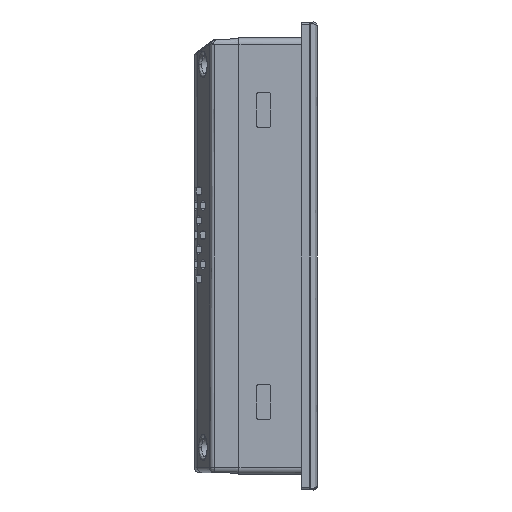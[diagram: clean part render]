
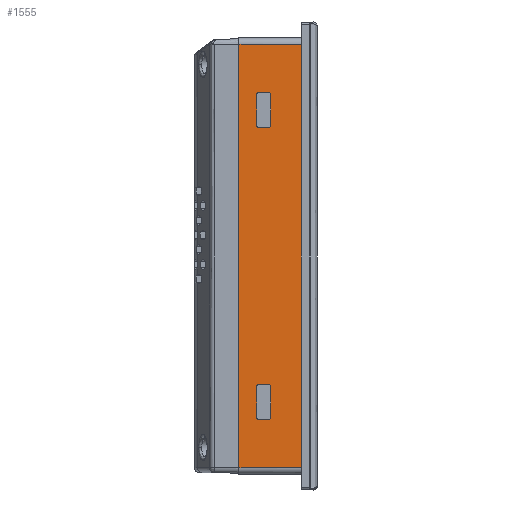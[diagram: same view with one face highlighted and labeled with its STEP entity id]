
A CAD part, left-side view. The second image highlights one B-rep face of the part: STEP entity #1555.
In plain terms, the highlighted planar face has unit normal (-1, 0, 0).
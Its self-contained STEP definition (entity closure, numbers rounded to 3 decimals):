
#1555=ADVANCED_FACE('',(#3885,#2353,#2354),#36100,.T.);
#2353=FACE_BOUND('',#6191,.T.);
#2354=FACE_BOUND('',#6192,.T.);
#3885=FACE_OUTER_BOUND('',#6190,.T.);
#6190=EDGE_LOOP('',(#15733,#15734,#15735,#15736));
#6191=EDGE_LOOP('',(#15737,#15738,#15739,#15740,#15741,#15742,#15743,#15744));
#6192=EDGE_LOOP('',(#15745,#15746,#15747,#15748,#15749,#15750,#15751,#15752));
#15733=ORIENTED_EDGE('',*,*,#23201,.F.);
#15734=ORIENTED_EDGE('',*,*,#23205,.T.);
#15735=ORIENTED_EDGE('',*,*,#23009,.F.);
#15736=ORIENTED_EDGE('',*,*,#23204,.T.);
#15737=ORIENTED_EDGE('',*,*,#23209,.T.);
#15738=ORIENTED_EDGE('',*,*,#23290,.T.);
#15739=ORIENTED_EDGE('',*,*,#23208,.T.);
#15740=ORIENTED_EDGE('',*,*,#23839,.T.);
#15741=ORIENTED_EDGE('',*,*,#23207,.T.);
#15742=ORIENTED_EDGE('',*,*,#23844,.T.);
#15743=ORIENTED_EDGE('',*,*,#23206,.T.);
#15744=ORIENTED_EDGE('',*,*,#23285,.T.);
#15745=ORIENTED_EDGE('',*,*,#23213,.T.);
#15746=ORIENTED_EDGE('',*,*,#23803,.T.);
#15747=ORIENTED_EDGE('',*,*,#23212,.T.);
#15748=ORIENTED_EDGE('',*,*,#23811,.T.);
#15749=ORIENTED_EDGE('',*,*,#23211,.T.);
#15750=ORIENTED_EDGE('',*,*,#23816,.T.);
#15751=ORIENTED_EDGE('',*,*,#23210,.T.);
#15752=ORIENTED_EDGE('',*,*,#23807,.T.);
#23009=EDGE_CURVE('',#33507,#33506,#29194,.T.);
#23201=EDGE_CURVE('',#33666,#33667,#29342,.T.);
#23204=EDGE_CURVE('',#33507,#33667,#29345,.T.);
#23205=EDGE_CURVE('',#33666,#33506,#29346,.T.);
#23206=EDGE_CURVE('',#33670,#33668,#29347,.T.);
#23207=EDGE_CURVE('',#33672,#33671,#29348,.T.);
#23208=EDGE_CURVE('',#33674,#33673,#29349,.T.);
#23209=EDGE_CURVE('',#33669,#33675,#29350,.T.);
#23210=EDGE_CURVE('',#33678,#33676,#29351,.T.);
#23211=EDGE_CURVE('',#33680,#33679,#29352,.T.);
#23212=EDGE_CURVE('',#33682,#33681,#29353,.T.);
#23213=EDGE_CURVE('',#33677,#33683,#29354,.T.);
#23285=EDGE_CURVE('',#33668,#33669,#24978,.T.);
#23290=EDGE_CURVE('',#33675,#33674,#24980,.T.);
#23803=EDGE_CURVE('',#33683,#33682,#25001,.T.);
#23807=EDGE_CURVE('',#33676,#33677,#25003,.T.);
#23811=EDGE_CURVE('',#33681,#33680,#25004,.T.);
#23816=EDGE_CURVE('',#33679,#33678,#25007,.T.);
#23839=EDGE_CURVE('',#33673,#33672,#25008,.T.);
#23844=EDGE_CURVE('',#33671,#33670,#25011,.T.);
#24978=(
BOUNDED_CURVE()
B_SPLINE_CURVE(2,(#70346,#70347,#70348),.UNSPECIFIED.,.F.,.F.)
B_SPLINE_CURVE_WITH_KNOTS((3,3),(0.,1.1),.UNSPECIFIED.)
CURVE()
GEOMETRIC_REPRESENTATION_ITEM()
RATIONAL_B_SPLINE_CURVE((1.,0.707,1.))
REPRESENTATION_ITEM('')
);
#24980=(
BOUNDED_CURVE()
B_SPLINE_CURVE(2,(#70358,#70359,#70360),.UNSPECIFIED.,.F.,.F.)
B_SPLINE_CURVE_WITH_KNOTS((3,3),(0.,1.1),.UNSPECIFIED.)
CURVE()
GEOMETRIC_REPRESENTATION_ITEM()
RATIONAL_B_SPLINE_CURVE((1.,0.707,1.))
REPRESENTATION_ITEM('')
);
#25001=(
BOUNDED_CURVE()
B_SPLINE_CURVE(2,(#71467,#71468,#71469),.UNSPECIFIED.,.F.,.F.)
B_SPLINE_CURVE_WITH_KNOTS((3,3),(0.,1.1),.UNSPECIFIED.)
CURVE()
GEOMETRIC_REPRESENTATION_ITEM()
RATIONAL_B_SPLINE_CURVE((1.,0.707,1.))
REPRESENTATION_ITEM('')
);
#25003=(
BOUNDED_CURVE()
B_SPLINE_CURVE(2,(#71477,#71478,#71479),.UNSPECIFIED.,.F.,.F.)
B_SPLINE_CURVE_WITH_KNOTS((3,3),(0.,1.1),.UNSPECIFIED.)
CURVE()
GEOMETRIC_REPRESENTATION_ITEM()
RATIONAL_B_SPLINE_CURVE((1.,0.707,1.))
REPRESENTATION_ITEM('')
);
#25004=(
BOUNDED_CURVE()
B_SPLINE_CURVE(2,(#71486,#71487,#71488),.UNSPECIFIED.,.F.,.F.)
B_SPLINE_CURVE_WITH_KNOTS((3,3),(0.,1.1),.UNSPECIFIED.)
CURVE()
GEOMETRIC_REPRESENTATION_ITEM()
RATIONAL_B_SPLINE_CURVE((1.,0.707,1.))
REPRESENTATION_ITEM('')
);
#25007=(
BOUNDED_CURVE()
B_SPLINE_CURVE(2,(#71499,#71500,#71501),.UNSPECIFIED.,.F.,.F.)
B_SPLINE_CURVE_WITH_KNOTS((3,3),(0.,1.1),.UNSPECIFIED.)
CURVE()
GEOMETRIC_REPRESENTATION_ITEM()
RATIONAL_B_SPLINE_CURVE((1.,0.707,1.))
REPRESENTATION_ITEM('')
);
#25008=(
BOUNDED_CURVE()
B_SPLINE_CURVE(2,(#71546,#71547,#71548),.UNSPECIFIED.,.F.,.F.)
B_SPLINE_CURVE_WITH_KNOTS((3,3),(0.,1.1),.UNSPECIFIED.)
CURVE()
GEOMETRIC_REPRESENTATION_ITEM()
RATIONAL_B_SPLINE_CURVE((1.,0.707,1.))
REPRESENTATION_ITEM('')
);
#25011=(
BOUNDED_CURVE()
B_SPLINE_CURVE(2,(#71559,#71560,#71561),.UNSPECIFIED.,.F.,.F.)
B_SPLINE_CURVE_WITH_KNOTS((3,3),(0.,1.1),.UNSPECIFIED.)
CURVE()
GEOMETRIC_REPRESENTATION_ITEM()
RATIONAL_B_SPLINE_CURVE((1.,0.707,1.))
REPRESENTATION_ITEM('')
);
#29194=B_SPLINE_CURVE_WITH_KNOTS('',1,(#69565,#69566),.UNSPECIFIED.,.F.,
 .F.,(2,2),(-132.5,0.),.UNSPECIFIED.);
#29342=B_SPLINE_CURVE_WITH_KNOTS('',1,(#70157,#70158),.UNSPECIFIED.,.F.,
 .F.,(2,2),(0.,132.5),.UNSPECIFIED.);
#29345=B_SPLINE_CURVE_WITH_KNOTS('',1,(#70163,#70164),.UNSPECIFIED.,.F.,
 .F.,(2,2),(-21.5,0.),.UNSPECIFIED.);
#29346=B_SPLINE_CURVE_WITH_KNOTS('',1,(#70165,#70166),.UNSPECIFIED.,.F.,
 .F.,(2,2),(-21.5,0.),.UNSPECIFIED.);
#29347=B_SPLINE_CURVE_WITH_KNOTS('',1,(#70167,#70168),.UNSPECIFIED.,.F.,
 .F.,(2,2),(-3.1,0.),.UNSPECIFIED.);
#29348=B_SPLINE_CURVE_WITH_KNOTS('',1,(#70169,#70170),.UNSPECIFIED.,.F.,
 .F.,(2,2),(-9.6,0.),.UNSPECIFIED.);
#29349=B_SPLINE_CURVE_WITH_KNOTS('',1,(#70171,#70172),.UNSPECIFIED.,.F.,
 .F.,(2,2),(-3.1,0.),.UNSPECIFIED.);
#29350=B_SPLINE_CURVE_WITH_KNOTS('',1,(#70173,#70174),.UNSPECIFIED.,.F.,
 .F.,(2,2),(-9.6,0.),.UNSPECIFIED.);
#29351=B_SPLINE_CURVE_WITH_KNOTS('',1,(#70175,#70176),.UNSPECIFIED.,.F.,
 .F.,(2,2),(0.,3.1),.UNSPECIFIED.);
#29352=B_SPLINE_CURVE_WITH_KNOTS('',1,(#70177,#70178),.UNSPECIFIED.,.F.,
 .F.,(2,2),(-9.6,0.),.UNSPECIFIED.);
#29353=B_SPLINE_CURVE_WITH_KNOTS('',1,(#70179,#70180),.UNSPECIFIED.,.F.,
 .F.,(2,2),(0.,3.1),.UNSPECIFIED.);
#29354=B_SPLINE_CURVE_WITH_KNOTS('',1,(#70181,#70182),.UNSPECIFIED.,.F.,
 .F.,(2,2),(0.,9.6),.UNSPECIFIED.);
#33506=VERTEX_POINT('',#68131);
#33507=VERTEX_POINT('',#68132);
#33666=VERTEX_POINT('',#68291);
#33667=VERTEX_POINT('',#68292);
#33668=VERTEX_POINT('',#68293);
#33669=VERTEX_POINT('',#68294);
#33670=VERTEX_POINT('',#68295);
#33671=VERTEX_POINT('',#68296);
#33672=VERTEX_POINT('',#68297);
#33673=VERTEX_POINT('',#68298);
#33674=VERTEX_POINT('',#68299);
#33675=VERTEX_POINT('',#68300);
#33676=VERTEX_POINT('',#68301);
#33677=VERTEX_POINT('',#68302);
#33678=VERTEX_POINT('',#68303);
#33679=VERTEX_POINT('',#68304);
#33680=VERTEX_POINT('',#68305);
#33681=VERTEX_POINT('',#68306);
#33682=VERTEX_POINT('',#68307);
#33683=VERTEX_POINT('',#68308);
#36100=PLANE('',#37762);
#37762=AXIS2_PLACEMENT_3D('',#65812,#39373,$);
#39373=DIRECTION('',(-1.,0.,0.));
#65812=CARTESIAN_POINT('',(-91.449,-12.487,87.185));
#68131=CARTESIAN_POINT('',(-91.449,11.469,73.629));
#68132=CARTESIAN_POINT('',(-91.449,11.469,-58.871));
#68291=CARTESIAN_POINT('',(-91.449,-10.031,73.629));
#68292=CARTESIAN_POINT('',(-91.449,-10.031,-58.871));
#68293=CARTESIAN_POINT('',(-91.449,2.169,-32.821));
#68294=CARTESIAN_POINT('',(-91.449,1.469,-33.521));
#68295=CARTESIAN_POINT('',(-91.449,5.269,-32.821));
#68296=CARTESIAN_POINT('',(-91.449,5.969,-33.521));
#68297=CARTESIAN_POINT('',(-91.449,5.969,-43.121));
#68298=CARTESIAN_POINT('',(-91.449,5.269,-43.821));
#68299=CARTESIAN_POINT('',(-91.449,2.169,-43.821));
#68300=CARTESIAN_POINT('',(-91.449,1.469,-43.121));
#68301=CARTESIAN_POINT('',(-91.449,2.169,58.579));
#68302=CARTESIAN_POINT('',(-91.449,1.469,57.879));
#68303=CARTESIAN_POINT('',(-91.449,5.269,58.579));
#68304=CARTESIAN_POINT('',(-91.449,5.969,57.879));
#68305=CARTESIAN_POINT('',(-91.449,5.969,48.279));
#68306=CARTESIAN_POINT('',(-91.449,5.269,47.579));
#68307=CARTESIAN_POINT('',(-91.449,2.169,47.579));
#68308=CARTESIAN_POINT('',(-91.449,1.469,48.279));
#69565=CARTESIAN_POINT('',(-91.449,11.469,-58.871));
#69566=CARTESIAN_POINT('',(-91.449,11.469,73.629));
#70157=CARTESIAN_POINT('',(-91.449,-10.031,73.629));
#70158=CARTESIAN_POINT('',(-91.449,-10.031,-58.871));
#70163=CARTESIAN_POINT('',(-91.449,11.469,-58.871));
#70164=CARTESIAN_POINT('',(-91.449,-10.031,-58.871));
#70165=CARTESIAN_POINT('',(-91.449,-10.031,73.629));
#70166=CARTESIAN_POINT('',(-91.449,11.469,73.629));
#70167=CARTESIAN_POINT('',(-91.449,5.269,-32.821));
#70168=CARTESIAN_POINT('',(-91.449,2.169,-32.821));
#70169=CARTESIAN_POINT('',(-91.449,5.969,-43.121));
#70170=CARTESIAN_POINT('',(-91.449,5.969,-33.521));
#70171=CARTESIAN_POINT('',(-91.449,2.169,-43.821));
#70172=CARTESIAN_POINT('',(-91.449,5.269,-43.821));
#70173=CARTESIAN_POINT('',(-91.449,1.469,-33.521));
#70174=CARTESIAN_POINT('',(-91.449,1.469,-43.121));
#70175=CARTESIAN_POINT('',(-91.449,5.269,58.579));
#70176=CARTESIAN_POINT('',(-91.449,2.169,58.579));
#70177=CARTESIAN_POINT('',(-91.449,5.969,48.279));
#70178=CARTESIAN_POINT('',(-91.449,5.969,57.879));
#70179=CARTESIAN_POINT('',(-91.449,2.169,47.579));
#70180=CARTESIAN_POINT('',(-91.449,5.269,47.579));
#70181=CARTESIAN_POINT('',(-91.449,1.469,57.879));
#70182=CARTESIAN_POINT('',(-91.449,1.469,48.279));
#70346=CARTESIAN_POINT('',(-91.449,2.169,-32.821));
#70347=CARTESIAN_POINT('',(-91.449,1.469,-32.821));
#70348=CARTESIAN_POINT('',(-91.449,1.469,-33.521));
#70358=CARTESIAN_POINT('',(-91.449,1.469,-43.121));
#70359=CARTESIAN_POINT('',(-91.449,1.469,-43.821));
#70360=CARTESIAN_POINT('',(-91.449,2.169,-43.821));
#71467=CARTESIAN_POINT('',(-91.449,1.469,48.279));
#71468=CARTESIAN_POINT('',(-91.449,1.469,47.579));
#71469=CARTESIAN_POINT('',(-91.449,2.169,47.579));
#71477=CARTESIAN_POINT('',(-91.449,2.169,58.579));
#71478=CARTESIAN_POINT('',(-91.449,1.469,58.579));
#71479=CARTESIAN_POINT('',(-91.449,1.469,57.879));
#71486=CARTESIAN_POINT('',(-91.449,5.269,47.579));
#71487=CARTESIAN_POINT('',(-91.449,5.969,47.579));
#71488=CARTESIAN_POINT('',(-91.449,5.969,48.279));
#71499=CARTESIAN_POINT('',(-91.449,5.969,57.879));
#71500=CARTESIAN_POINT('',(-91.449,5.969,58.579));
#71501=CARTESIAN_POINT('',(-91.449,5.269,58.579));
#71546=CARTESIAN_POINT('',(-91.449,5.269,-43.821));
#71547=CARTESIAN_POINT('',(-91.449,5.969,-43.821));
#71548=CARTESIAN_POINT('',(-91.449,5.969,-43.121));
#71559=CARTESIAN_POINT('',(-91.449,5.969,-33.521));
#71560=CARTESIAN_POINT('',(-91.449,5.969,-32.821));
#71561=CARTESIAN_POINT('',(-91.449,5.269,-32.821));
